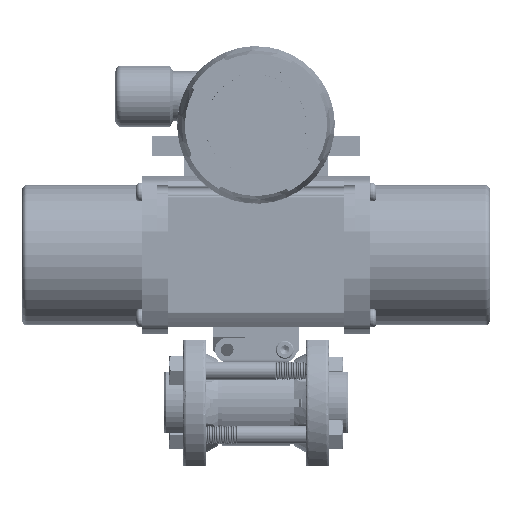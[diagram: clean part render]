
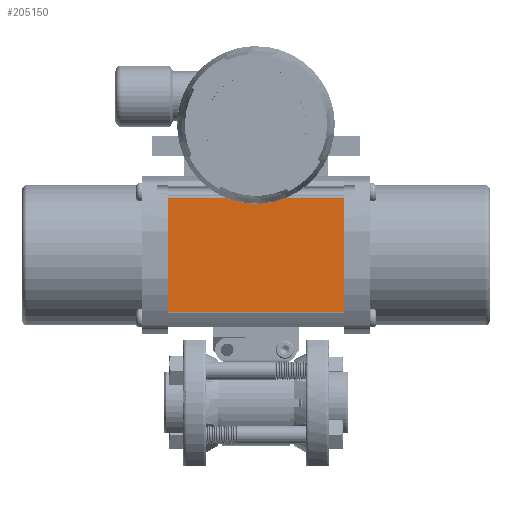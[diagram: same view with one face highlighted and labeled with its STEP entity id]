
A CAD part, top view. The second image highlights one B-rep face of the part: STEP entity #205150.
In plain terms, the highlighted planar face has unit normal (0, 0, 1).
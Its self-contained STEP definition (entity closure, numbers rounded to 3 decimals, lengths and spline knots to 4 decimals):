
#3374 = LINE ( 'NONE', #82736, #96701 ) ;
#11231 = CARTESIAN_POINT ( 'NONE',  ( -1.5275, 3.5694, 1.17 ) ) ;
#14028 = VECTOR ( 'NONE', #113462, 39.3701 ) ;
#16175 = ORIENTED_EDGE ( 'NONE', *, *, #82739, .T. ) ;
#17687 = VECTOR ( 'NONE', #46491, 39.3701 ) ;
#21853 = CARTESIAN_POINT ( 'NONE',  ( 1.5275, 3.5621, 1.17 ) ) ;
#26512 = AXIS2_PLACEMENT_3D ( 'NONE', #150810, #45834, #168417 ) ;
#28334 = EDGE_CURVE ( 'NONE', #117523, #150343, #203977, .T. ) ;
#45504 = CARTESIAN_POINT ( 'NONE',  ( -1.5275, 3.5621, 1.17 ) ) ;
#45834 = DIRECTION ( 'NONE',  ( 0., 0., -1. ) ) ;
#46491 = DIRECTION ( 'NONE',  ( 0., 1., 0. ) ) ;
#49077 = EDGE_LOOP ( 'NONE', ( #191106, #16175, #68608, #59258 ) ) ;
#49895 = CARTESIAN_POINT ( 'NONE',  ( 1.5275, 1.5679, 1.17 ) ) ;
#50532 = CARTESIAN_POINT ( 'NONE',  ( -1.5275, 1.5679, 1.17 ) ) ;
#59258 = ORIENTED_EDGE ( 'NONE', *, *, #122270, .T. ) ;
#60706 = LINE ( 'NONE', #217593, #14028 ) ;
#68608 = ORIENTED_EDGE ( 'NONE', *, *, #28334, .F. ) ;
#82736 = CARTESIAN_POINT ( 'NONE',  ( -5.0403, 1.5679, 1.17 ) ) ;
#82739 = EDGE_CURVE ( 'NONE', #181843, #150343, #60706, .T. ) ;
#84930 = CARTESIAN_POINT ( 'NONE',  ( 1.5275, 3.5694, 1.17 ) ) ;
#96701 = VECTOR ( 'NONE', #205161, 39.3701 ) ;
#98168 = EDGE_CURVE ( 'NONE', #181843, #140820, #189622, .T. ) ;
#113462 = DIRECTION ( 'NONE',  ( -1., 0., 0. ) ) ;
#117523 = VERTEX_POINT ( 'NONE', #50532 ) ;
#122270 = EDGE_CURVE ( 'NONE', #117523, #140820, #3374, .T. ) ;
#140820 = VERTEX_POINT ( 'NONE', #49895 ) ;
#143036 = VECTOR ( 'NONE', #189742, 39.3701 ) ;
#150343 = VERTEX_POINT ( 'NONE', #45504 ) ;
#150810 = CARTESIAN_POINT ( 'NONE',  ( -5.0403, 3.5694, 1.17 ) ) ;
#168417 = DIRECTION ( 'NONE',  ( 0., -1., 0. ) ) ;
#181843 = VERTEX_POINT ( 'NONE', #21853 ) ;
#189622 = LINE ( 'NONE', #84930, #143036 ) ;
#189742 = DIRECTION ( 'NONE',  ( 0., -1., 0. ) ) ;
#191106 = ORIENTED_EDGE ( 'NONE', *, *, #98168, .F. ) ;
#203977 = LINE ( 'NONE', #11231, #17687 ) ;
#205150 = ADVANCED_FACE ( 'NONE', ( #214523 ), #220403, .F. ) ;
#205161 = DIRECTION ( 'NONE',  ( 1., 0., 0. ) ) ;
#214523 = FACE_OUTER_BOUND ( 'NONE', #49077, .T. ) ;
#217593 = CARTESIAN_POINT ( 'NONE',  ( -5.0403, 3.5621, 1.17 ) ) ;
#220403 = PLANE ( 'NONE',  #26512 ) ;
